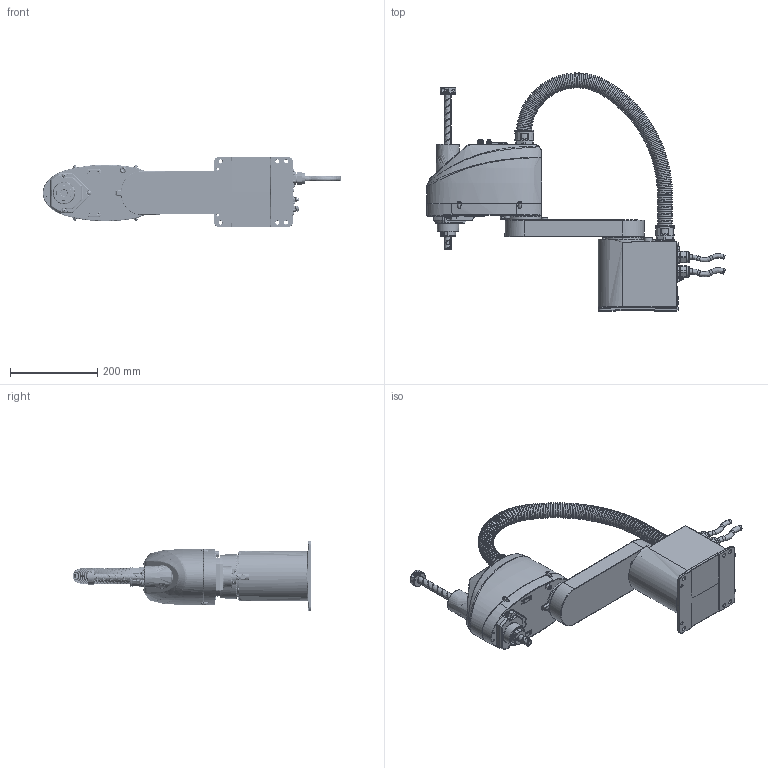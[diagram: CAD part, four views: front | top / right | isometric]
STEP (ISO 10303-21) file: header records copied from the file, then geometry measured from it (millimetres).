
FILE_DESCRIPTION( ('This file contains a STEP AP42 implementation' ,'as created by ZW3D STEP Interface translator.') ,'2;1' );
FILE_NAME( '3kgSCARA机器人2.stp' ,'22 816.15 025', (''), ('ZWCAD Software Co.'), 'Version 1.0', 'ZW3D to STEP translator', '' );
FILE_SCHEMA(('CONFIG_CONTROL_DESIGN'));
Length unit declared in the file: millimetre
Products named in the file (1): 0
Bounding box: 684.09 x 545.43 x 160 mm (x, y, z)
Volume: 5571070.2 mm3; surface area: 945229.6 mm2
Topology: 91 solids, 129 shells, 3569 faces, 8528 edges, 5349 vertices
Faces by surface type: bspline 3569
Entity records: 222448 total; most frequent: CARTESIAN_POINT 173643, ORIENTED_EDGE 16856, EDGE_CURVE 8416, VERTEX_POINT 5317, B_SPLINE_CURVE_WITH_KNOTS 4708, EDGE_LOOP 4075, FACE_OUTER_BOUND 3569, ADVANCED_FACE 3569
